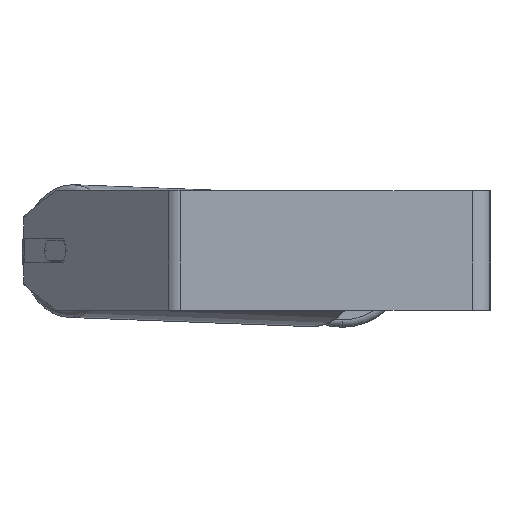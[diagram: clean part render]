
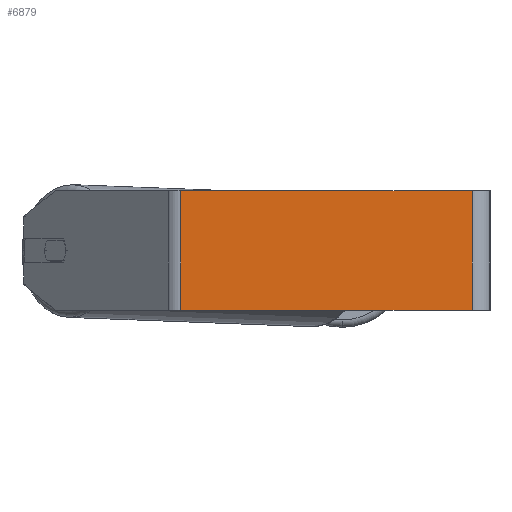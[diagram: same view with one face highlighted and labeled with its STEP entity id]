
A CAD part, left-side view. The second image highlights one B-rep face of the part: STEP entity #6879.
In plain terms, the highlighted planar face has unit normal (-1, 0, 0).
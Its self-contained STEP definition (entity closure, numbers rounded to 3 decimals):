
#191 = PLANE ( 'NONE',  #1028 ) ;
#846 = CARTESIAN_POINT ( 'NONE',  ( -415., 212.181, -40. ) ) ;
#936 = VERTEX_POINT ( 'NONE', #8431 ) ;
#1028 = AXIS2_PLACEMENT_3D ( 'NONE', #2883, #5443, #8285 ) ;
#1126 = EDGE_CURVE ( 'NONE', #4183, #8412, #8603, .T. ) ;
#1485 = VERTEX_POINT ( 'NONE', #4441 ) ;
#2289 = DIRECTION ( 'NONE',  ( 0., -1., 0. ) ) ;
#2337 = EDGE_CURVE ( 'NONE', #936, #1485, #6030, .T. ) ;
#2700 = ORIENTED_EDGE ( 'NONE', *, *, #7429, .F. ) ;
#2835 = FACE_OUTER_BOUND ( 'NONE', #3880, .T. ) ;
#2883 = CARTESIAN_POINT ( 'NONE',  ( -415., 212.181, 40. ) ) ;
#3040 = LINE ( 'NONE', #5728, #5131 ) ;
#3112 = CARTESIAN_POINT ( 'NONE',  ( -415., 207.21, 40. ) ) ;
#3448 = CARTESIAN_POINT ( 'NONE',  ( -415., 207.21, -40. ) ) ;
#3880 = EDGE_LOOP ( 'NONE', ( #7511, #6075, #2700, #8561 ) ) ;
#4183 = VERTEX_POINT ( 'NONE', #7211 ) ;
#4441 = CARTESIAN_POINT ( 'NONE',  ( -415., 12., -40. ) ) ;
#4651 = VECTOR ( 'NONE', #6706, 1000. ) ;
#5131 = VECTOR ( 'NONE', #2289, 1000. ) ;
#5288 = DIRECTION ( 'NONE',  ( 0., 0., -1. ) ) ;
#5443 = DIRECTION ( 'NONE',  ( 1., 0., 0. ) ) ;
#5728 = CARTESIAN_POINT ( 'NONE',  ( -415., 212.181, 40. ) ) ;
#5779 = EDGE_CURVE ( 'NONE', #8412, #1485, #6146, .T. ) ;
#6030 = LINE ( 'NONE', #8659, #4651 ) ;
#6075 = ORIENTED_EDGE ( 'NONE', *, *, #2337, .F. ) ;
#6146 = LINE ( 'NONE', #846, #8368 ) ;
#6240 = DIRECTION ( 'NONE',  ( 0., -1., 0. ) ) ;
#6706 = DIRECTION ( 'NONE',  ( 0., 0., -1. ) ) ;
#6879 = ADVANCED_FACE ( 'NONE', ( #2835 ), #191, .F. ) ;
#7211 = CARTESIAN_POINT ( 'NONE',  ( -415., 207.21, 40. ) ) ;
#7429 = EDGE_CURVE ( 'NONE', #4183, #936, #3040, .T. ) ;
#7511 = ORIENTED_EDGE ( 'NONE', *, *, #5779, .T. ) ;
#8176 = VECTOR ( 'NONE', #5288, 1000. ) ;
#8285 = DIRECTION ( 'NONE',  ( 0., 0., -1. ) ) ;
#8368 = VECTOR ( 'NONE', #6240, 1000. ) ;
#8412 = VERTEX_POINT ( 'NONE', #3448 ) ;
#8431 = CARTESIAN_POINT ( 'NONE',  ( -415., 12., 40. ) ) ;
#8561 = ORIENTED_EDGE ( 'NONE', *, *, #1126, .T. ) ;
#8603 = LINE ( 'NONE', #3112, #8176 ) ;
#8659 = CARTESIAN_POINT ( 'NONE',  ( -415., 12., 40. ) ) ;
